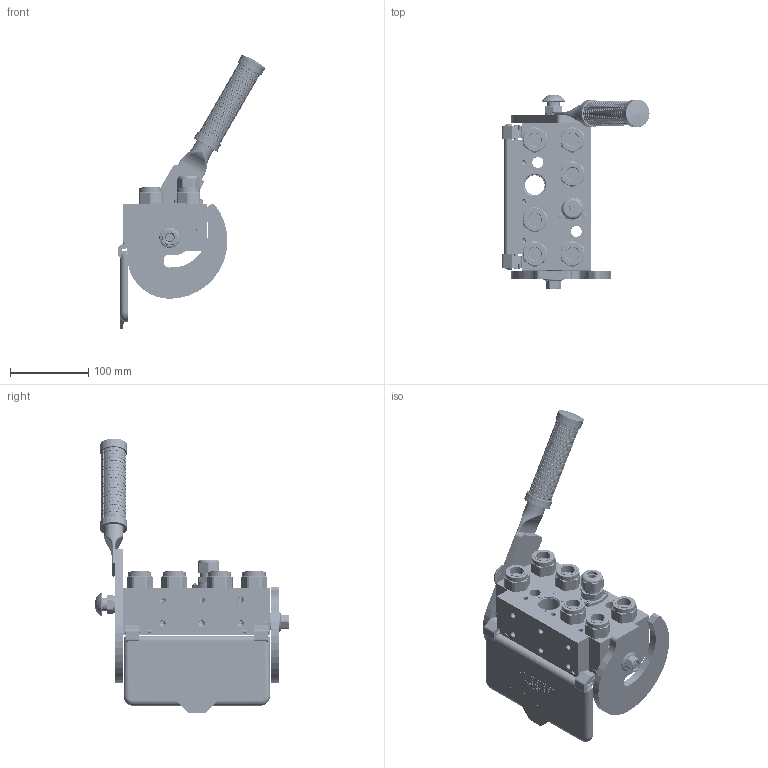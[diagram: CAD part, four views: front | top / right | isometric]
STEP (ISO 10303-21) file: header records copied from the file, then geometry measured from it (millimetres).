
FILE_DESCRIPTION (( 'STEP AP214' ), '1' );
FILE_NAME ('FASTER.step', '2021-09-07T07:59:18', ( '' ), ( '' ), 'SwSTEP 2.0', 'SolidWorks 2017', '' );
FILE_SCHEMA (( 'AUTOMOTIVE_DESIGN' ));
Length unit declared in the file: millimetre
Products named in the file (44): 4850_024_0000_021; P808_F_BASE; corspel08-7_f; 4830_001_0005_301; 4850_024_0000_020; curs_molla_12; 4850_024_0003_000_ASM; et011; sicura_p5; 4850_001_0001_005; 4820_024_1002_011; et007; 4830_070_0000_001; ET011-ET007; 4850_020_0000_020; 4850_007_0000_000; 2ffnb12_gas_f; Copia di 4850_007_0001_000.prt^corspel08-7_f; 0048_042_0412_000; 4830_025_2000_000; A_2ffnb12_gas_f; 4830_001_0005_300; 4850_024_0003_000; 4830_025_1000_000; FASTER; or1_5x7_m; 4850_024_0000_012; Copia di 4850_007_0003_000.prt^corspel08-7_f; Copia di inspel08-7_f.asm^corspel08-7_f; Copia di 4830_042_0000_000.prt^corspel08-7_f; Copia di inspel08-7_f.prt^Copia di inspel08-7_f.asm_corspel08-7_f; 4830_022_0000_011; 4830_001_0004_000; 4830_044_0000_000; 4850_024_0000_010; 4142_072_1000_300; Copia di 4850_032_0000_000.prt^Copia di inspel08-7_f.asm_corspel08-7_f; 4340_014_0000_000; 1540_080_0012_000; or2_62x17_86 ...
Assembly tree (58 placements, depth 5):
  FASTER
    P808_F_BASE
      4850_020_0000_020
      4850_001_0001_005
      4830_001_0004_000  x2
      4830_001_0005_300
      4830_001_0005_301
    A_2ffnb12_gas_f  x6
      curs_molla_12
        4340_014_0000_000
        4142_072_1000_300
      2ffnb12_gas_f
        2ffnb12_gas_f
    conn_7p_f
      corspel08-7_f
        Copia di 4850_007_0001_000.prt^corspel08-7_f
        Copia di inspel08-7_f.asm^corspel08-7_f
          Copia di inspel08-7_f.prt^Copia di inspel08-7_f.asm_corspel08-7_f
          Copia di 4850_032_0000_000.prt^Copia di inspel08-7_f.asm_corspel08-7_f  x7
        Copia di 4850_007_0003_000.prt^corspel08-7_f
        Copia di 4830_042_0000_000.prt^corspel08-7_f
      4830_044_0000_000  x3
      4850_007_0000_000
      4241_072_0000_200
    4850_024_0003_000
      4850_024_0003_000_ASM
        4850_024_0000_010
        4820_024_1002_011
        4850_024_0000_021
      sicura_p5
        4830_025_0000_001
        or1_5x7_m
        0048_042_0412_000
      4850_024_0000_012
      4850_024_0000_020
      1540_080_0012_000
      4830_025_2000_000
      4830_025_1000_000
      4830_022_0000_011
      4830_070_0000_001
      or2_62x17_86  x2
    ET011-ET007
      et011
      et007
Bounding box: 187.95 x 248.93 x 351.29 mm (x, y, z)
Volume: 311273.7 mm3; surface area: 490137.7 mm2
Topology: 42 solids, 117 shells, 7533 faces, 20079 edges, 12974 vertices
Faces by surface type: plane 3666, cylinder 2128, torus 704, cone 609, bspline 359, sphere 67
Entity records: 247967 total; most frequent: CARTESIAN_POINT 100489, ORIENTED_EDGE 31093, DIRECTION 26437, EDGE_CURVE 15667, LINE 10171, VECTOR 10171, VERTEX_POINT 10158, AXIS2_PLACEMENT_3D 8133
